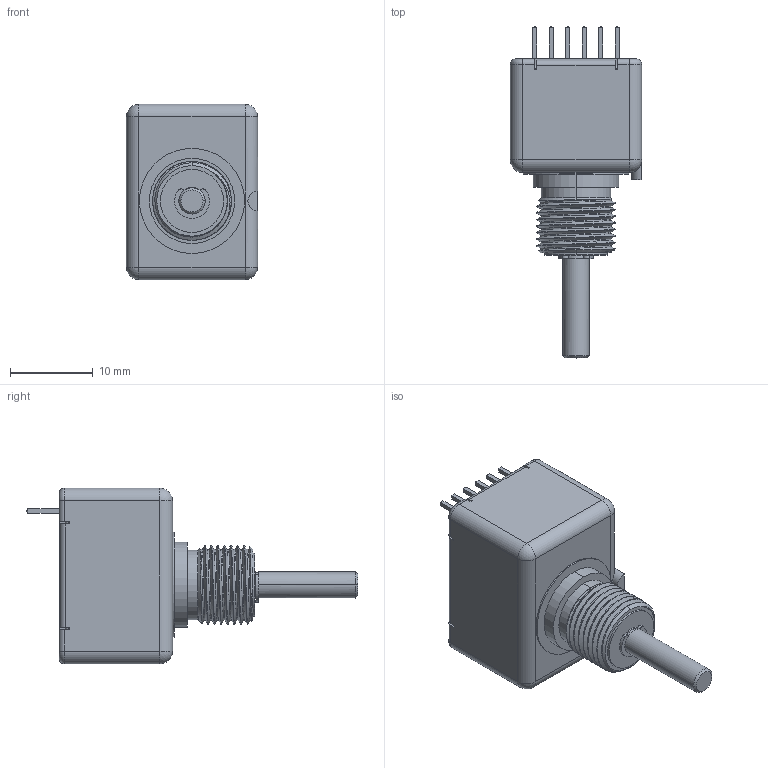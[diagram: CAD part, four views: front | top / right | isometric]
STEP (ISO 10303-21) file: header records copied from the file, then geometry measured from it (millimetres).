
FILE_DESCRIPTION((''),'2;1');
FILE_NAME('EMS22A50B28LS6','2011-10-26T',('RICKB'),('Bourns, Inc.'),'PRO/ENGINEER BY PARAMETRIC TECHNOLOGY CORPORATION, 2010100','PRO/ENGINEER BY PARAMETRIC TECHNOLOGY CORPORATION, 2010100','');
FILE_SCHEMA(('CONFIG_CONTROL_DESIGN'));
Length unit declared in the file: inch
Products named in the file (1): EMS22A50B28LS6
Bounding box: 15.88 x 40.11 x 21.21 mm (x, y, z)
Volume: 5269.6 mm3; surface area: 2446.1 mm2
Topology: 1 solids, 2 shells, 607 faces, 1663 edges, 1084 vertices
Faces by surface type: plane 469, cylinder 113, bspline 9, cone 8, torus 4, sphere 4
Entity records: 21545 total; most frequent: CARTESIAN_POINT 6011, ORIENTED_EDGE 3326, DIRECTION 3041, EDGE_CURVE 1663, VECTOR 1373, LINE 1373, VERTEX_POINT 1084, AXIS2_PLACEMENT_3D 834
